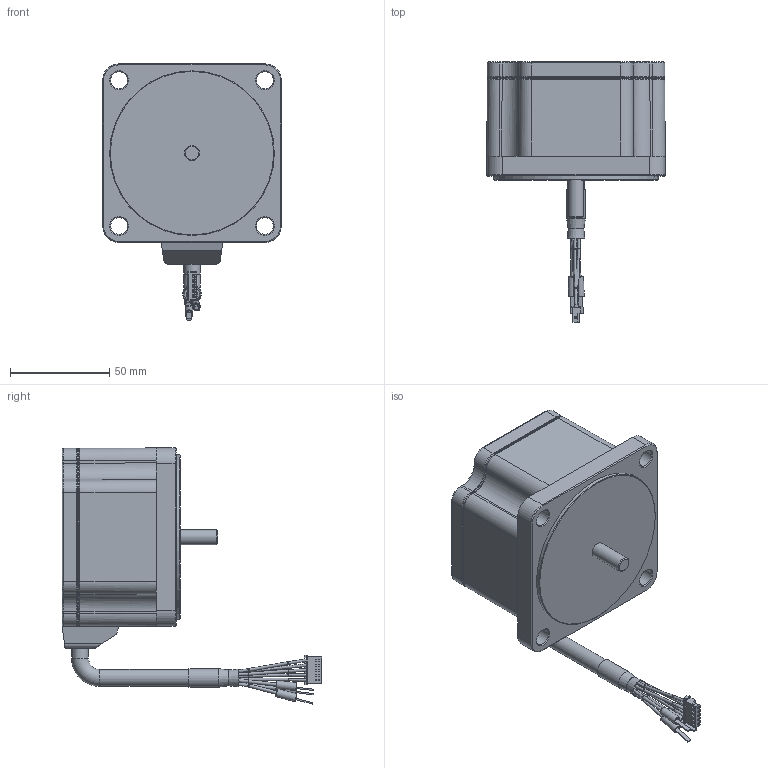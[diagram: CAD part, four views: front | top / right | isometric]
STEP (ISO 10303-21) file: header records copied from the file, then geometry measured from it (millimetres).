
FILE_DESCRIPTION((''),'2;1');
FILE_NAME('K9LH100N2.stp','2014-08-18T12:25:22',('輺'),(''),'Autodesk Inventor 2008','Autodesk Inventor 2008','');
FILE_SCHEMA(('CONFIG_CONTROL_DESIGN'));
Length unit declared in the file: millimetre
Products named in the file (1): 부품35
Bounding box: 90 x 131.04 x 129.19 mm (x, y, z)
Volume: 439455.2 mm3; surface area: 56038.6 mm2
Topology: 8 solids, 8 shells, 510 faces, 1297 edges, 801 vertices
Faces by surface type: plane 307, cylinder 84, bspline 68, cone 32, torus 17, sphere 2
Full cylindrical faces by diameter (mm): 0.7 x5, 0.9 x5, 3 x3, 4 x3, 7.6 x1, 8.5 x6, 9 x1, 9.4 x1, 12 x1, 83 x1, 86.5 x1
Entity records: 18793 total; most frequent: CARTESIAN_POINT 6533, ORIENTED_EDGE 2408, DIRECTION 2306, EDGE_CURVE 1204, VECTOR 784, LINE 784, VERTEX_POINT 779, AXIS2_PLACEMENT_3D 761
